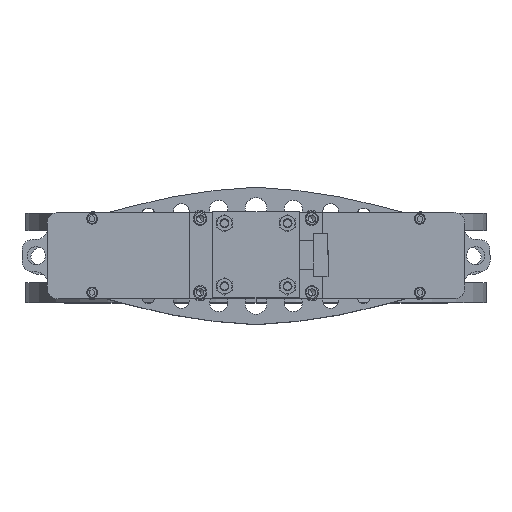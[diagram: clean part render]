
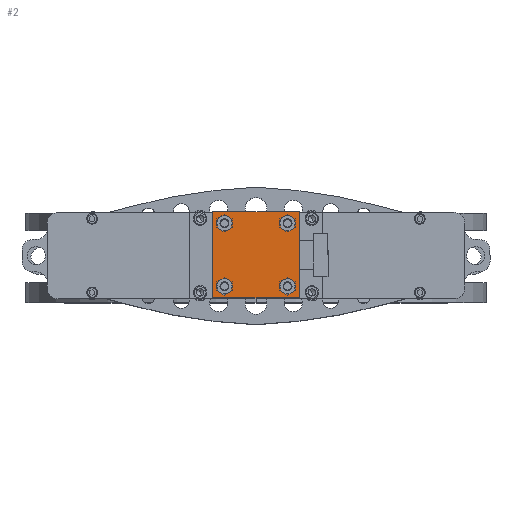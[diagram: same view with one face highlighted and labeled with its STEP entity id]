
A CAD part, top view. The second image highlights one B-rep face of the part: STEP entity #2.
In plain terms, the highlighted planar face has unit normal (0, 0, 1).
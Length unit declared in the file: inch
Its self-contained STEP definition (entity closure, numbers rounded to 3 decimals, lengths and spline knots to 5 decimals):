
#2 = ADVANCED_FACE ( 'NONE', ( #7057, #5806, #11851, #20709, #458 ), #6408, .T. ) ;
#3 = CARTESIAN_POINT ( 'NONE',  ( 1.3575, -0.295, 42. ) ) ;
#137 = DIRECTION ( 'NONE',  ( -1., 0., 0. ) ) ;
#422 = EDGE_CURVE ( 'NONE', #2454, #18843, #17831, .T. ) ;
#458 = FACE_BOUND ( 'NONE', #11960, .T. ) ;
#542 = DIRECTION ( 'NONE',  ( 0., 0., -1. ) ) ;
#1565 = CARTESIAN_POINT ( 'NONE',  ( 1.3575, 1.895, 42. ) ) ;
#2004 = EDGE_CURVE ( 'NONE', #24426, #14241, #9943, .T. ) ;
#2047 = CARTESIAN_POINT ( 'NONE',  ( -1.095, -0.295, 42. ) ) ;
#2049 = DIRECTION ( 'NONE',  ( 0., 0., 1. ) ) ;
#2102 = DIRECTION ( 'NONE',  ( 0., -1., 0. ) ) ;
#2183 = LINE ( 'NONE', #24935, #8781 ) ;
#2299 = ORIENTED_EDGE ( 'NONE', *, *, #7331, .T. ) ;
#2454 = VERTEX_POINT ( 'NONE', #10186 ) ;
#2520 = ORIENTED_EDGE ( 'NONE', *, *, #12628, .T. ) ;
#2544 = EDGE_CURVE ( 'NONE', #5160, #20449, #4249, .T. ) ;
#2837 = EDGE_CURVE ( 'NONE', #18843, #2454, #20064, .T. ) ;
#3092 = VERTEX_POINT ( 'NONE', #8878 ) ;
#3457 = ORIENTED_EDGE ( 'NONE', *, *, #4771, .T. ) ;
#3473 = CARTESIAN_POINT ( 'NONE',  ( -0.8325, 1.895, 42. ) ) ;
#4060 = DIRECTION ( 'NONE',  ( 0., 0., -1. ) ) ;
#4156 = EDGE_CURVE ( 'NONE', #22191, #7636, #6674, .T. ) ;
#4249 = LINE ( 'NONE', #6529, #11836 ) ;
#4562 = DIRECTION ( 'NONE',  ( 0., 0., -1. ) ) ;
#4735 = CARTESIAN_POINT ( 'NONE',  ( -1.095, 1.895, 42. ) ) ;
#4771 = EDGE_CURVE ( 'NONE', #14241, #24426, #7234, .T. ) ;
#4869 = CARTESIAN_POINT ( 'NONE',  ( 1.095, 1.895, 42. ) ) ;
#5160 = VERTEX_POINT ( 'NONE', #16123 ) ;
#5302 = AXIS2_PLACEMENT_3D ( 'NONE', #18949, #542, #6528 ) ;
#5403 = CARTESIAN_POINT ( 'NONE',  ( 0.8325, 1.895, 42. ) ) ;
#5806 = FACE_BOUND ( 'NONE', #18997, .T. ) ;
#5828 = EDGE_CURVE ( 'NONE', #3092, #5160, #2183, .T. ) ;
#6059 = VERTEX_POINT ( 'NONE', #5403 ) ;
#6140 = CIRCLE ( 'NONE', #8411, 0.2625 ) ;
#6378 = ORIENTED_EDGE ( 'NONE', *, *, #2004, .T. ) ;
#6408 = PLANE ( 'NONE',  #13318 ) ;
#6528 = DIRECTION ( 'NONE',  ( -1., 0., 0. ) ) ;
#6529 = CARTESIAN_POINT ( 'NONE',  ( 1.5, -0.7, 42. ) ) ;
#6674 = CIRCLE ( 'NONE', #13393, 0.2625 ) ;
#7057 = FACE_OUTER_BOUND ( 'NONE', #12798, .T. ) ;
#7077 = EDGE_CURVE ( 'NONE', #6059, #13800, #22976, .T. ) ;
#7234 = CIRCLE ( 'NONE', #23884, 0.2625 ) ;
#7331 = EDGE_CURVE ( 'NONE', #7636, #22191, #11907, .T. ) ;
#7544 = DIRECTION ( 'NONE',  ( -1., 0., 0. ) ) ;
#7636 = VERTEX_POINT ( 'NONE', #3 ) ;
#7960 = CARTESIAN_POINT ( 'NONE',  ( -1.095, -0.295, 42. ) ) ;
#8029 = CARTESIAN_POINT ( 'NONE',  ( 1.095, 1.895, 42. ) ) ;
#8411 = AXIS2_PLACEMENT_3D ( 'NONE', #4869, #25001, #18954 ) ;
#8680 = DIRECTION ( 'NONE',  ( 1., 0., 0. ) ) ;
#8781 = VECTOR ( 'NONE', #8680, 39.37008 ) ;
#8878 = CARTESIAN_POINT ( 'NONE',  ( -1.5, -0.7, 42. ) ) ;
#9134 = ORIENTED_EDGE ( 'NONE', *, *, #2544, .T. ) ;
#9295 = DIRECTION ( 'NONE',  ( 0., 0., -1. ) ) ;
#9645 = LINE ( 'NONE', #19616, #23189 ) ;
#9943 = CIRCLE ( 'NONE', #12182, 0.2625 ) ;
#10186 = CARTESIAN_POINT ( 'NONE',  ( -0.8325, -0.295, 42. ) ) ;
#10669 = EDGE_LOOP ( 'NONE', ( #23930, #2299 ) ) ;
#11034 = CARTESIAN_POINT ( 'NONE',  ( 1.5, 2.3, 42. ) ) ;
#11687 = VERTEX_POINT ( 'NONE', #14525 ) ;
#11836 = VECTOR ( 'NONE', #22802, 39.37008 ) ;
#11851 = FACE_BOUND ( 'NONE', #10669, .T. ) ;
#11878 = DIRECTION ( 'NONE',  ( 0., 0., -1. ) ) ;
#11907 = CIRCLE ( 'NONE', #5302, 0.2625 ) ;
#11960 = EDGE_LOOP ( 'NONE', ( #6378, #3457 ) ) ;
#12065 = DIRECTION ( 'NONE',  ( -1., 0., 0. ) ) ;
#12182 = AXIS2_PLACEMENT_3D ( 'NONE', #12247, #18444, #137 ) ;
#12247 = CARTESIAN_POINT ( 'NONE',  ( -1.095, 1.895, 42. ) ) ;
#12303 = VECTOR ( 'NONE', #2102, 39.37008 ) ;
#12594 = CARTESIAN_POINT ( 'NONE',  ( 1.095, -0.295, 42. ) ) ;
#12628 = EDGE_CURVE ( 'NONE', #13800, #6059, #6140, .T. ) ;
#12798 = EDGE_LOOP ( 'NONE', ( #21398, #18117, #19008, #9134 ) ) ;
#13318 = AXIS2_PLACEMENT_3D ( 'NONE', #18479, #2049, #18651 ) ;
#13346 = EDGE_CURVE ( 'NONE', #20449, #11687, #9645, .T. ) ;
#13393 = AXIS2_PLACEMENT_3D ( 'NONE', #12594, #9295, #16082 ) ;
#13712 = AXIS2_PLACEMENT_3D ( 'NONE', #2047, #4060, #22345 ) ;
#13800 = VERTEX_POINT ( 'NONE', #1565 ) ;
#14241 = VERTEX_POINT ( 'NONE', #3473 ) ;
#14525 = CARTESIAN_POINT ( 'NONE',  ( -1.5, 2.3, 42. ) ) ;
#14670 = ORIENTED_EDGE ( 'NONE', *, *, #7077, .T. ) ;
#14818 = CARTESIAN_POINT ( 'NONE',  ( -1.3575, -0.295, 42. ) ) ;
#15919 = ORIENTED_EDGE ( 'NONE', *, *, #422, .T. ) ;
#16082 = DIRECTION ( 'NONE',  ( -1., 0., 0. ) ) ;
#16123 = CARTESIAN_POINT ( 'NONE',  ( 1.5, -0.7, 42. ) ) ;
#16506 = DIRECTION ( 'NONE',  ( -1., 0., 0. ) ) ;
#16788 = EDGE_LOOP ( 'NONE', ( #23600, #15919 ) ) ;
#17547 = AXIS2_PLACEMENT_3D ( 'NONE', #8029, #11878, #25982 ) ;
#17831 = CIRCLE ( 'NONE', #18425, 0.2625 ) ;
#18117 = ORIENTED_EDGE ( 'NONE', *, *, #25451, .T. ) ;
#18425 = AXIS2_PLACEMENT_3D ( 'NONE', #7960, #20218, #12065 ) ;
#18444 = DIRECTION ( 'NONE',  ( 0., 0., -1. ) ) ;
#18479 = CARTESIAN_POINT ( 'NONE',  ( 0., 0.8, 42. ) ) ;
#18651 = DIRECTION ( 'NONE',  ( 1., 0., 0. ) ) ;
#18843 = VERTEX_POINT ( 'NONE', #14818 ) ;
#18949 = CARTESIAN_POINT ( 'NONE',  ( 1.095, -0.295, 42. ) ) ;
#18954 = DIRECTION ( 'NONE',  ( -1., 0., 0. ) ) ;
#18958 = LINE ( 'NONE', #20389, #12303 ) ;
#18997 = EDGE_LOOP ( 'NONE', ( #14670, #2520 ) ) ;
#19008 = ORIENTED_EDGE ( 'NONE', *, *, #5828, .T. ) ;
#19616 = CARTESIAN_POINT ( 'NONE',  ( 1.5, 2.3, 42. ) ) ;
#20064 = CIRCLE ( 'NONE', #13712, 0.2625 ) ;
#20218 = DIRECTION ( 'NONE',  ( 0., 0., -1. ) ) ;
#20389 = CARTESIAN_POINT ( 'NONE',  ( -1.5, 2.3, 42. ) ) ;
#20449 = VERTEX_POINT ( 'NONE', #11034 ) ;
#20709 = FACE_BOUND ( 'NONE', #16788, .T. ) ;
#21398 = ORIENTED_EDGE ( 'NONE', *, *, #13346, .T. ) ;
#22191 = VERTEX_POINT ( 'NONE', #25516 ) ;
#22345 = DIRECTION ( 'NONE',  ( -1., 0., 0. ) ) ;
#22802 = DIRECTION ( 'NONE',  ( 0., 1., 0. ) ) ;
#22976 = CIRCLE ( 'NONE', #17547, 0.2625 ) ;
#23189 = VECTOR ( 'NONE', #7544, 39.37008 ) ;
#23600 = ORIENTED_EDGE ( 'NONE', *, *, #2837, .T. ) ;
#23884 = AXIS2_PLACEMENT_3D ( 'NONE', #4735, #4562, #16506 ) ;
#23930 = ORIENTED_EDGE ( 'NONE', *, *, #4156, .T. ) ;
#24426 = VERTEX_POINT ( 'NONE', #24571 ) ;
#24571 = CARTESIAN_POINT ( 'NONE',  ( -1.3575, 1.895, 42. ) ) ;
#24935 = CARTESIAN_POINT ( 'NONE',  ( -1.5, -0.7, 42. ) ) ;
#25001 = DIRECTION ( 'NONE',  ( 0., 0., -1. ) ) ;
#25451 = EDGE_CURVE ( 'NONE', #11687, #3092, #18958, .T. ) ;
#25516 = CARTESIAN_POINT ( 'NONE',  ( 0.8325, -0.295, 42. ) ) ;
#25982 = DIRECTION ( 'NONE',  ( -1., 0., 0. ) ) ;
